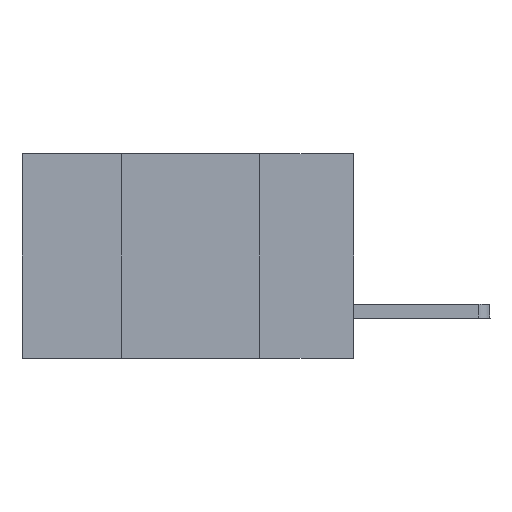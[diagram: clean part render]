
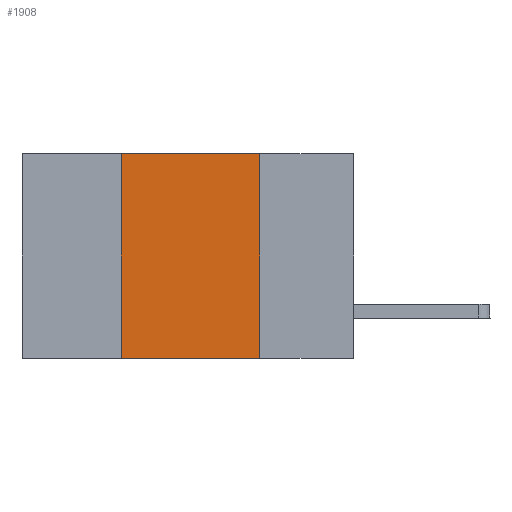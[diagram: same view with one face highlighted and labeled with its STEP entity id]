
A CAD part, left-side view. The second image highlights one B-rep face of the part: STEP entity #1908.
In plain terms, the highlighted planar face has unit normal (-1, 0, 0).
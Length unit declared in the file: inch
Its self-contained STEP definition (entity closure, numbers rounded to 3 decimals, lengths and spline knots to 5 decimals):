
#341 = ORIENTED_EDGE ( 'NONE', *, *, #1708, .T. ) ;
#579 = DIRECTION ( 'NONE',  ( 0., 0., 1. ) ) ;
#1157 = EDGE_CURVE ( 'NONE', #11991, #10577, #6067, .T. ) ;
#1635 = CARTESIAN_POINT ( 'NONE',  ( 0., 0.17, -0.37 ) ) ;
#1708 = EDGE_CURVE ( 'NONE', #11991, #4199, #12334, .T. ) ;
#1719 = EDGE_LOOP ( 'NONE', ( #12822, #7894, #10822, #341 ) ) ;
#1748 = DIRECTION ( 'NONE',  ( 0., 0., -1. ) ) ;
#1908 = ADVANCED_FACE ( 'NONE', ( #7256 ), #12498, .F. ) ;
#2050 = DIRECTION ( 'NONE',  ( 0., -1., 0. ) ) ;
#2090 = CARTESIAN_POINT ( 'NONE',  ( 0., 0.6, 0. ) ) ;
#2744 = AXIS2_PLACEMENT_3D ( 'NONE', #12581, #12220, #11880 ) ;
#3427 = CARTESIAN_POINT ( 'NONE',  ( 0., 0.42, 0. ) ) ;
#3727 = CARTESIAN_POINT ( 'NONE',  ( 0., 0.42, 0. ) ) ;
#4068 = VERTEX_POINT ( 'NONE', #5584 ) ;
#4199 = VERTEX_POINT ( 'NONE', #1635 ) ;
#5425 = VECTOR ( 'NONE', #2050, 39.37008 ) ;
#5584 = CARTESIAN_POINT ( 'NONE',  ( 0., 0.17, 0. ) ) ;
#6067 = LINE ( 'NONE', #3427, #8011 ) ;
#6574 = CARTESIAN_POINT ( 'NONE',  ( 0., 0.42, -0.37 ) ) ;
#7256 = FACE_OUTER_BOUND ( 'NONE', #1719, .T. ) ;
#7894 = ORIENTED_EDGE ( 'NONE', *, *, #8752, .F. ) ;
#8011 = VECTOR ( 'NONE', #579, 39.37008 ) ;
#8015 = EDGE_CURVE ( 'NONE', #4068, #4199, #8670, .T. ) ;
#8670 = LINE ( 'NONE', #11801, #11653 ) ;
#8752 = EDGE_CURVE ( 'NONE', #10577, #4068, #11624, .T. ) ;
#8965 = VECTOR ( 'NONE', #13102, 39.37008 ) ;
#9259 = CARTESIAN_POINT ( 'NONE',  ( 0., 0.6, -0.37 ) ) ;
#10577 = VERTEX_POINT ( 'NONE', #3727 ) ;
#10822 = ORIENTED_EDGE ( 'NONE', *, *, #1157, .F. ) ;
#11624 = LINE ( 'NONE', #2090, #8965 ) ;
#11653 = VECTOR ( 'NONE', #1748, 39.37008 ) ;
#11801 = CARTESIAN_POINT ( 'NONE',  ( 0., 0.17, 0. ) ) ;
#11880 = DIRECTION ( 'NONE',  ( 0., 0., -1. ) ) ;
#11991 = VERTEX_POINT ( 'NONE', #6574 ) ;
#12220 = DIRECTION ( 'NONE',  ( 1., 0., 0. ) ) ;
#12334 = LINE ( 'NONE', #9259, #5425 ) ;
#12498 = PLANE ( 'NONE',  #2744 ) ;
#12581 = CARTESIAN_POINT ( 'NONE',  ( 0., 0.6, 0. ) ) ;
#12822 = ORIENTED_EDGE ( 'NONE', *, *, #8015, .F. ) ;
#13102 = DIRECTION ( 'NONE',  ( 0., -1., 0. ) ) ;
